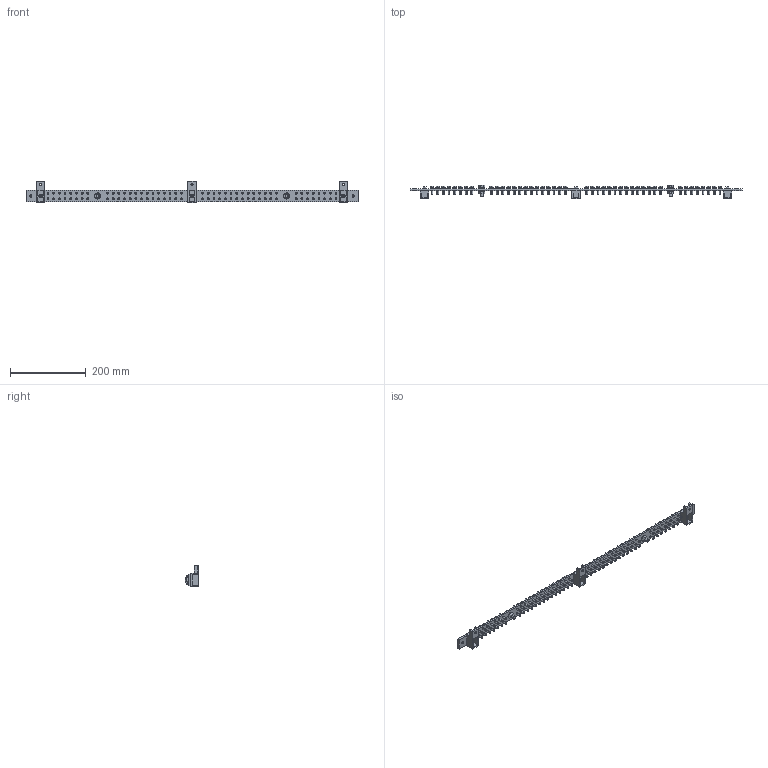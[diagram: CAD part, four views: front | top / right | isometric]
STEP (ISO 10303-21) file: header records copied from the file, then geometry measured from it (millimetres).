
FILE_DESCRIPTION (( 'STEP AP203' ), '1' );
FILE_NAME ('U5003873005 Øèíà çàçåìëåíèÿ 5õ30õ876 (88õÌ5) LC2 RS52 (1øò) (000.402.033).STEP', '2022-04-25T10:45:14', ( '' ), ( '' ), 'SwSTEP 2.0', 'SolidWorks 2017', '' );
FILE_SCHEMA (( 'CONFIG_CONTROL_DESIGN' ));
Length unit declared in the file: millimetre
Products named in the file (12): 鍔錓_7798_M8x25; 蹴濋趌5915_M8; 嵑殧趌11371_8; 042-03 Ýòèêåòêà çíàêà çàçåìëåíèÿ_00; 嵑殧趌11371_5; 嵑殧趌6402_8; 蹴濋趌5915_M5; U5003873005 Øèíà çàçåìëåíèÿ 5õ30õ876 (88õÌ5) LC2 RS52 (1øò) (000.402.033); 嵑殧趌6402_5; 鍔錓_7798_M5x20; 022-30 Èçîëÿòîð øèíû_00; 060-207 Øèíà çàçåìëåíèÿ_03
Assembly tree (379 placements, depth 2):
  U5003873005 Øèíà çàçåìëåíèÿ 5õ30õ876 (88õÌ5) LC2 RS52 (1øò) (000.402.033)
    060-207 Øèíà çàçåìëåíèÿ_03
    022-30 Èçîëÿòîð øèíû_00  x3
    蹴濋趌5915_M5  x3
    嵑殧趌11371_5  x182
    鍔錓_7798_M5x20  x91
    嵑殧趌11371_8  x4
    鍔錓_7798_M8x25  x2
    嵑殧趌6402_8  x2
    嵑殧趌6402_5  x88
    042-03 Ýòèêåòêà çíàêà çàçåìëåíèÿ_00
    蹴濋趌5915_M8  x2
Bounding box: 876 x 36.1 x 56 mm (x, y, z)
Volume: 233436.1 mm3; surface area: 178678.2 mm2
Topology: 379 solids, 379 shells, 3207 faces, 6869 edges, 4516 vertices
Faces by surface type: cylinder 1520, plane 1497, cone 190
Entity records: 28293 total; most frequent: DIRECTION 3643, CARTESIAN_POINT 2865, ORIENTED_EDGE 2458, AXIS2_PLACEMENT_3D 1534, EDGE_CURVE 1229, DATE_AND_TIME 818, CALENDAR_DATE 818, LOCAL_TIME 818
